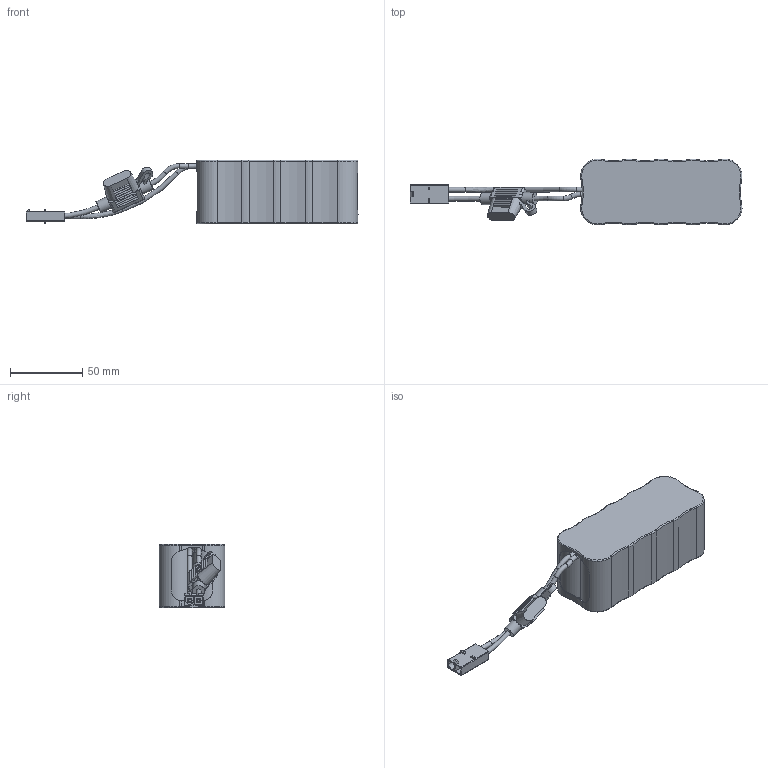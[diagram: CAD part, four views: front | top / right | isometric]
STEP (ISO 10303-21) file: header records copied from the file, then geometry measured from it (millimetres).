
FILE_DESCRIPTION(/* description */ ('STEP AP242','CAx-IF Rec.Pracs.---Representation and Presentation of Product Manufacturing Information (PMI)---4.0---2014-10-13','CAx-IF Rec.Pracs.---3D Tessellated Geometry---0.4---2014-09-14','2;1'),/* implementation_level */ '2;1');
FILE_NAME(/* name */ '6608f52149ad62589bdbea2e',/* time_stamp */ '2024-03-31T05:31:14Z',/* author */ (''),/* organization */ (''),/* preprocessor_version */ 'ST-DEVELOPER v19.4',/* originating_system */ ' ',/* authorisation */ ' ');
FILE_SCHEMA (('AP242_MANAGED_MODEL_BASED_3D_ENGINEERING_MIM_LF { 1 0 10303 442 1 1 4 }'));
Length unit declared in the file: metre
Products named in the file (1): Matrix 12V 3000mAh NiMH Battery 14-0014
Bounding box: 229.32 x 45.42 x 43.81 mm (x, y, z)
Volume: 154997.4 mm3; surface area: 49077.8 mm2
Topology: 1 solids, 5 shells, 345 faces, 927 edges, 589 vertices
Faces by surface type: plane 160, cylinder 123, torus 47, sphere 6, bspline 5, cone 4
Full cylindrical faces by diameter (mm): 2.032 x2, 3.302 x2, 5.537 x2, 8.458 x2
Entity records: 11843 total; most frequent: CARTESIAN_POINT 2391, DIRECTION 1867, ORIENTED_EDGE 1762, EDGE_CURVE 881, AXIS2_PLACEMENT_3D 697, VERTEX_POINT 571, LINE 473, VECTOR 473
